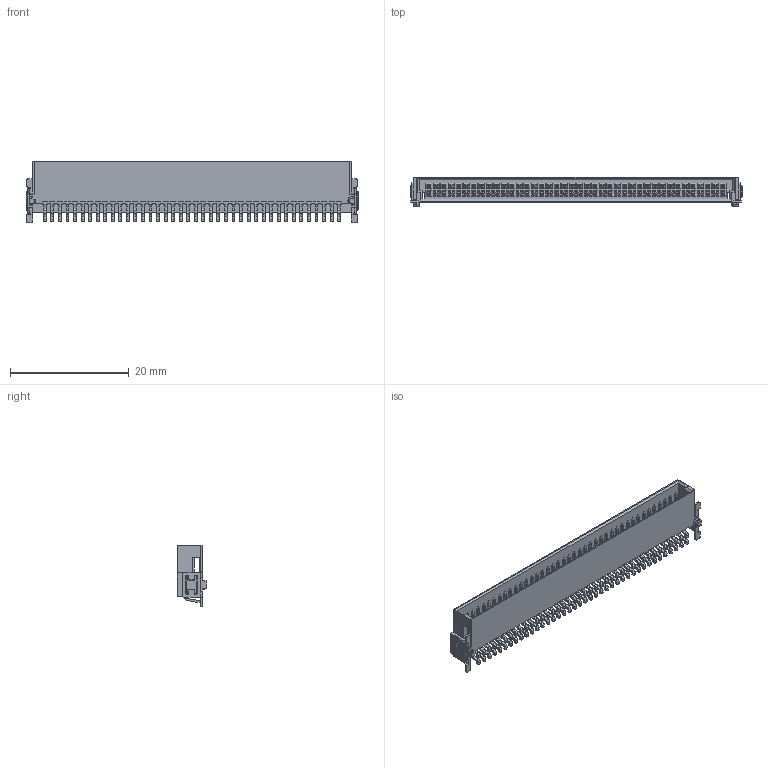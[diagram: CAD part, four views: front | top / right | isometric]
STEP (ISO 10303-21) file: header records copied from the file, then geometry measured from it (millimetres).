
FILE_DESCRIPTION(('CATIA V5 STEP Exchange','CAx-IF Rec.Pracs.--- Model Styling and Organization---1.4--- 2014-01-23'),'2;1');
FILE_NAME ('D1463905_0_2747240000_2747240000.stp','2020-10-05T06:49:58+00:00',('none'),('Weidmueller'),'CATIA Version 5-6 Release 2016 SP3 HF44','CATIA V5 STEP AP214','none');
FILE_SCHEMA(('AUTOMOTIVE_DESIGN { 1 0 10303 214 1 1 1 1 }'));
Products named in the file (1): 2747240000
Bounding box: 55.88 x 5 x 10.35 mm (x, y, z)
Volume: 870 mm3; surface area: 3283.6 mm2
Topology: 1 solids, 1 shells, 6108 faces, 15787 edges, 9276 vertices
Faces by surface type: plane 4874, cylinder 861, extrusion 320, cone 23, torus 18, sphere 8, bspline 4
Entity records: 183267 total; most frequent: CARTESIAN_POINT 42957, ORIENTED_EDGE 31574, DIRECTION 23381, EDGE_CURVE 15787, VECTOR 13639, LINE 13319, VERTEX_POINT 9276, EDGE_LOOP 6351
